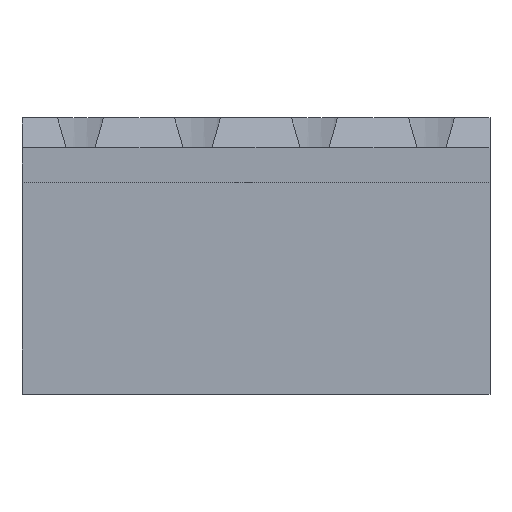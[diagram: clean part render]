
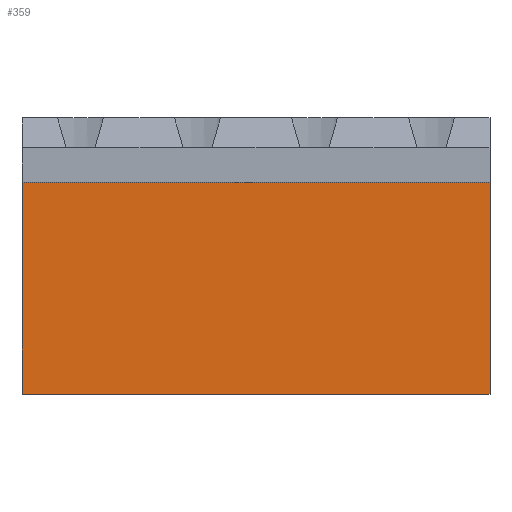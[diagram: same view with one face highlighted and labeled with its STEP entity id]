
A CAD part, front view. The second image highlights one B-rep face of the part: STEP entity #359.
In plain terms, the highlighted planar face has unit normal (0, -1, 0).
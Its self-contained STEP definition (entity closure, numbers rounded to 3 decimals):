
#359 = ADVANCED_FACE( '', ( #790 ), #791, .T. );
#790 = FACE_OUTER_BOUND( '', #1312, .T. );
#791 = PLANE( '', #1313 );
#1312 = EDGE_LOOP( '', ( #2162, #2163, #2164, #2165 ) );
#1313 = AXIS2_PLACEMENT_3D( '', #2166, #2167, #2168 );
#2162 = ORIENTED_EDGE( '', *, *, #3522, .F. );
#2163 = ORIENTED_EDGE( '', *, *, #3523, .F. );
#2164 = ORIENTED_EDGE( '', *, *, #3524, .F. );
#2165 = ORIENTED_EDGE( '', *, *, #3525, .T. );
#2166 = CARTESIAN_POINT( '', ( 11.16, -4.05, -6. ) );
#2167 = DIRECTION( '', ( 0., -1., 0. ) );
#2168 = DIRECTION( '', ( 0., 0., -1. ) );
#3522 = EDGE_CURVE( '', #4349, #4350, #4351, .T. );
#3523 = EDGE_CURVE( '', #4352, #4349, #4353, .T. );
#3524 = EDGE_CURVE( '', #4354, #4352, #4355, .T. );
#3525 = EDGE_CURVE( '', #4354, #4350, #4356, .T. );
#4349 = VERTEX_POINT( '', #5496 );
#4350 = VERTEX_POINT( '', #5497 );
#4351 = LINE( '', #5498, #5499 );
#4352 = VERTEX_POINT( '', #5500 );
#4353 = LINE( '', #5501, #5502 );
#4354 = VERTEX_POINT( '', #5503 );
#4355 = LINE( '', #5504, #5505 );
#4356 = LINE( '', #5506, #5507 );
#5496 = CARTESIAN_POINT( '', ( -10.16, -4.05, -6. ) );
#5497 = CARTESIAN_POINT( '', ( -10.16, -4.05, 3.2 ) );
#5498 = CARTESIAN_POINT( '', ( -10.16, -4.05, -6. ) );
#5499 = VECTOR( '', #6374, 1000. );
#5500 = CARTESIAN_POINT( '', ( 10.16, -4.05, -6. ) );
#5501 = CARTESIAN_POINT( '', ( 11.16, -4.05, -6. ) );
#5502 = VECTOR( '', #6375, 1000. );
#5503 = CARTESIAN_POINT( '', ( 10.16, -4.05, 3.2 ) );
#5504 = CARTESIAN_POINT( '', ( 10.16, -4.05, -6. ) );
#5505 = VECTOR( '', #6376, 1000. );
#5506 = CARTESIAN_POINT( '', ( 11.16, -4.05, 3.2 ) );
#5507 = VECTOR( '', #6377, 1000. );
#6374 = DIRECTION( '', ( 0., 0., 1. ) );
#6375 = DIRECTION( '', ( -1., 0., 0. ) );
#6376 = DIRECTION( '', ( 0., 0., -1. ) );
#6377 = DIRECTION( '', ( -1., 0., 0. ) );
